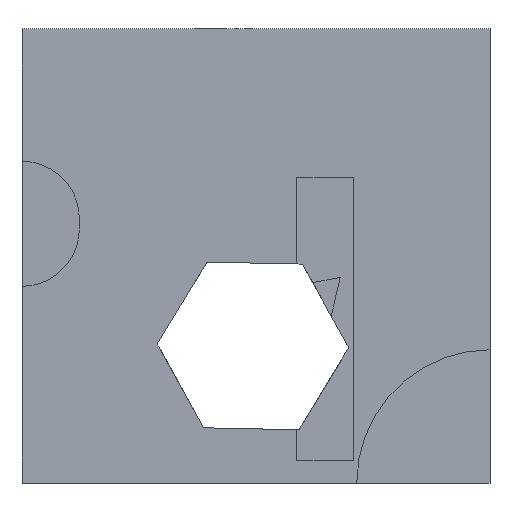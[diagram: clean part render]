
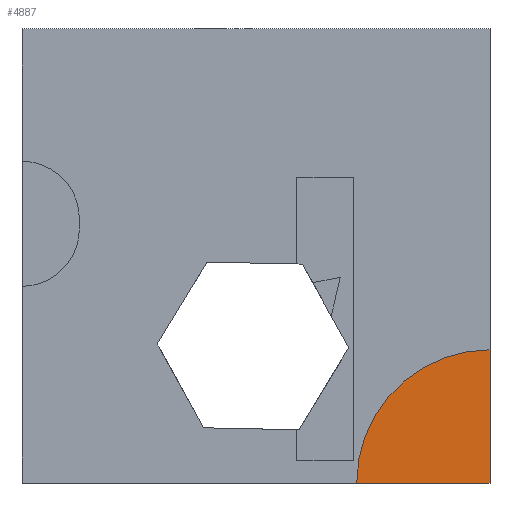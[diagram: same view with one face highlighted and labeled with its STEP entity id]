
A CAD part, front view. The second image highlights one B-rep face of the part: STEP entity #4887.
In plain terms, the highlighted planar face has unit normal (0, -1, 0).
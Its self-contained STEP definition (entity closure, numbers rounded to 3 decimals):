
#235 = PLANE('',#236);
#236 = AXIS2_PLACEMENT_3D('',#237,#238,#239);
#237 = CARTESIAN_POINT('',(0.,0.,0.));
#238 = DIRECTION('',(0.,0.,1.));
#239 = DIRECTION('',(1.,0.,-0.));
#718 = PLANE('',#719);
#719 = AXIS2_PLACEMENT_3D('',#720,#721,#722);
#720 = CARTESIAN_POINT('',(45.211,0.,0.));
#721 = DIRECTION('',(1.,0.,-0.));
#722 = DIRECTION('',(0.,0.,1.));
#1371 = CYLINDRICAL_SURFACE('',#1372,12.879);
#1372 = AXIS2_PLACEMENT_3D('',#1373,#1374,#1375);
#1373 = CARTESIAN_POINT('',(45.211,0.,0.));
#1374 = DIRECTION('',(0.,-1.,0.));
#1375 = DIRECTION('',(0.,-0.,-1.));
#1926 = VERTEX_POINT('',#1927);
#1927 = CARTESIAN_POINT('',(32.332,16.688,
    0.));
#1948 = EDGE_CURVE('',#1926,#1949,#1951,.T.);
#1949 = VERTEX_POINT('',#1950);
#1950 = CARTESIAN_POINT('',(45.211,16.688,0.));
#1951 = SURFACE_CURVE('',#1952,(#1956,#1963),.PCURVE_S1.);
#1952 = LINE('',#1953,#1954);
#1953 = CARTESIAN_POINT('',(32.332,16.688,0.));
#1954 = VECTOR('',#1955,1.);
#1955 = DIRECTION('',(1.,0.,0.));
#1956 = PCURVE('',#235,#1957);
#1957 = DEFINITIONAL_REPRESENTATION('',(#1958),#1962);
#1958 = LINE('',#1959,#1960);
#1959 = CARTESIAN_POINT('',(32.332,16.688));
#1960 = VECTOR('',#1961,1.);
#1961 = DIRECTION('',(1.,0.));
#1962 = ( GEOMETRIC_REPRESENTATION_CONTEXT(2) 
PARAMETRIC_REPRESENTATION_CONTEXT() REPRESENTATION_CONTEXT('2D SPACE',''
  ) );
#1963 = PCURVE('',#1964,#1969);
#1964 = PLANE('',#1965);
#1965 = AXIS2_PLACEMENT_3D('',#1966,#1967,#1968);
#1966 = CARTESIAN_POINT('',(39.897,16.688,5.314
    ));
#1967 = DIRECTION('',(-0.,-1.,-0.));
#1968 = DIRECTION('',(0.,0.,-1.));
#1969 = DEFINITIONAL_REPRESENTATION('',(#1970),#1974);
#1970 = LINE('',#1971,#1972);
#1971 = CARTESIAN_POINT('',(5.314,-7.565));
#1972 = VECTOR('',#1973,1.);
#1973 = DIRECTION('',(0.,1.));
#1974 = ( GEOMETRIC_REPRESENTATION_CONTEXT(2) 
PARAMETRIC_REPRESENTATION_CONTEXT() REPRESENTATION_CONTEXT('2D SPACE',''
  ) );
#2939 = VERTEX_POINT('',#2940);
#2940 = CARTESIAN_POINT('',(45.211,16.688,
    12.879));
#2961 = EDGE_CURVE('',#1949,#2939,#2962,.T.);
#2962 = SURFACE_CURVE('',#2963,(#2967,#2974),.PCURVE_S1.);
#2963 = LINE('',#2964,#2965);
#2964 = CARTESIAN_POINT('',(45.211,16.688,0.));
#2965 = VECTOR('',#2966,1.);
#2966 = DIRECTION('',(0.,0.,1.));
#2967 = PCURVE('',#718,#2968);
#2968 = DEFINITIONAL_REPRESENTATION('',(#2969),#2973);
#2969 = LINE('',#2970,#2971);
#2970 = CARTESIAN_POINT('',(0.,-16.688));
#2971 = VECTOR('',#2972,1.);
#2972 = DIRECTION('',(1.,0.));
#2973 = ( GEOMETRIC_REPRESENTATION_CONTEXT(2) 
PARAMETRIC_REPRESENTATION_CONTEXT() REPRESENTATION_CONTEXT('2D SPACE',''
  ) );
#2974 = PCURVE('',#1964,#2975);
#2975 = DEFINITIONAL_REPRESENTATION('',(#2976),#2980);
#2976 = LINE('',#2977,#2978);
#2977 = CARTESIAN_POINT('',(5.314,5.314));
#2978 = VECTOR('',#2979,1.);
#2979 = DIRECTION('',(-1.,0.));
#2980 = ( GEOMETRIC_REPRESENTATION_CONTEXT(2) 
PARAMETRIC_REPRESENTATION_CONTEXT() REPRESENTATION_CONTEXT('2D SPACE',''
  ) );
#4149 = EDGE_CURVE('',#2939,#1926,#4150,.T.);
#4150 = SURFACE_CURVE('',#4151,(#4156,#4163),.PCURVE_S1.);
#4151 = CIRCLE('',#4152,12.879);
#4152 = AXIS2_PLACEMENT_3D('',#4153,#4154,#4155);
#4153 = CARTESIAN_POINT('',(45.211,16.688,0.));
#4154 = DIRECTION('',(0.,-1.,0.));
#4155 = DIRECTION('',(0.,-0.,-1.));
#4156 = PCURVE('',#1371,#4157);
#4157 = DEFINITIONAL_REPRESENTATION('',(#4158),#4162);
#4158 = LINE('',#4159,#4160);
#4159 = CARTESIAN_POINT('',(0.,-16.688));
#4160 = VECTOR('',#4161,1.);
#4161 = DIRECTION('',(1.,0.));
#4162 = ( GEOMETRIC_REPRESENTATION_CONTEXT(2) 
PARAMETRIC_REPRESENTATION_CONTEXT() REPRESENTATION_CONTEXT('2D SPACE',''
  ) );
#4163 = PCURVE('',#1964,#4164);
#4164 = DEFINITIONAL_REPRESENTATION('',(#4165),#4169);
#4165 = CIRCLE('',#4166,12.879);
#4166 = AXIS2_PLACEMENT_2D('',#4167,#4168);
#4167 = CARTESIAN_POINT('',(5.314,5.314));
#4168 = DIRECTION('',(1.,0.));
#4169 = ( GEOMETRIC_REPRESENTATION_CONTEXT(2) 
PARAMETRIC_REPRESENTATION_CONTEXT() REPRESENTATION_CONTEXT('2D SPACE',''
  ) );
#4887 = ADVANCED_FACE('21',(#4888),#1964,.T.);
#4888 = FACE_BOUND('',#4889,.T.);
#4889 = EDGE_LOOP('',(#4890,#4891,#4892));
#4890 = ORIENTED_EDGE('',*,*,#1948,.T.);
#4891 = ORIENTED_EDGE('',*,*,#2961,.T.);
#4892 = ORIENTED_EDGE('',*,*,#4149,.T.);
